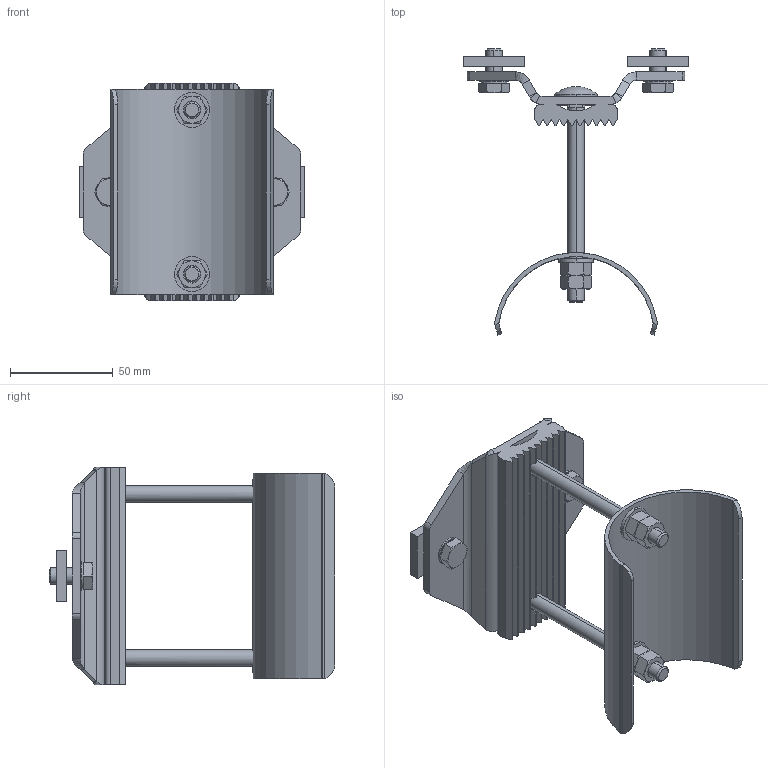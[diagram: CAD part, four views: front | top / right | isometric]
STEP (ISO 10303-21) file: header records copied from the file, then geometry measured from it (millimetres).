
FILE_DESCRIPTION (( 'STEP AP214' ), '1' );
FILE_NAME ('0020675.step', '2026-03-24T09:20:31', ( '' ), ( '' ), 'SwSTEP 2.0', 'SolidWorks 2020', '' );
FILE_SCHEMA (( 'AUTOMOTIVE_DESIGN' ));
Length unit declared in the file: millimetre
Products named in the file (1): 0020675
Bounding box: 110 x 139.2 x 106 mm (x, y, z)
Volume: 120032.7 mm3; surface area: 69854.1 mm2
Topology: 1 solids, 3 shells, 373 faces, 897 edges, 552 vertices
Faces by surface type: plane 174, cylinder 97, cone 84, bspline 12, torus 4, sphere 2
Entity records: 11565 total; most frequent: CARTESIAN_POINT 3087, ORIENTED_EDGE 1786, DIRECTION 1699, EDGE_CURVE 893, AXIS2_PLACEMENT_3D 624, VERTEX_POINT 550, VECTOR 451, LINE 451
